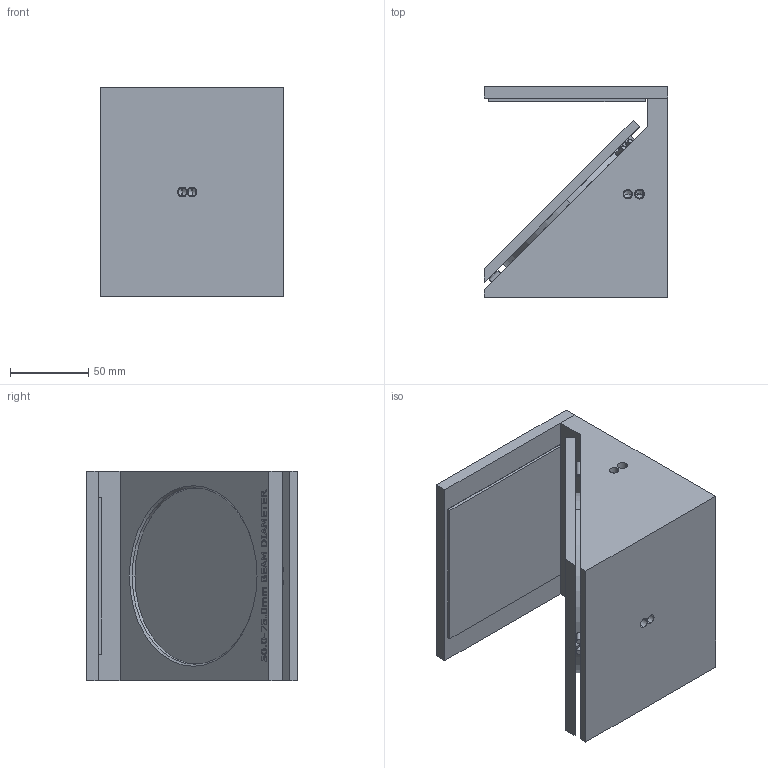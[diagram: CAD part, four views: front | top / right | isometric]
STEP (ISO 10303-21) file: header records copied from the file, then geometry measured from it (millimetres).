
FILE_DESCRIPTION (( 'STEP AP214' ), '1' );
FILE_NAME ('16653-E0W.step', '2007-11-13T13:42:04', ( ' ' ), ( ' ' ), 'SwSTEP 2.0', 'SolidWorks 2007', '' );
FILE_SCHEMA (( 'AUTOMOTIVE_DESIGN' ));
Length unit declared in the file: inch
Products named in the file (1): 16653-E0W
Bounding box: 116.84 x 134.62 x 133.35 mm (x, y, z)
Volume: 985361.1 mm3; surface area: 180569.6 mm2
Topology: 17 solids, 17 shells, 576 faces, 1629 edges, 1141 vertices
Faces by surface type: plane 338, bspline 111, cylinder 95, cone 26, torus 6
Entity records: 31444 total; most frequent: CARTESIAN_POINT 9441, ORIENTED_EDGE 3202, DIRECTION 2449, EDGE_CURVE 1601, VERTEX_POINT 1141, LINE 1081, VECTOR 1081, AXIS2_PLACEMENT_3D 684
